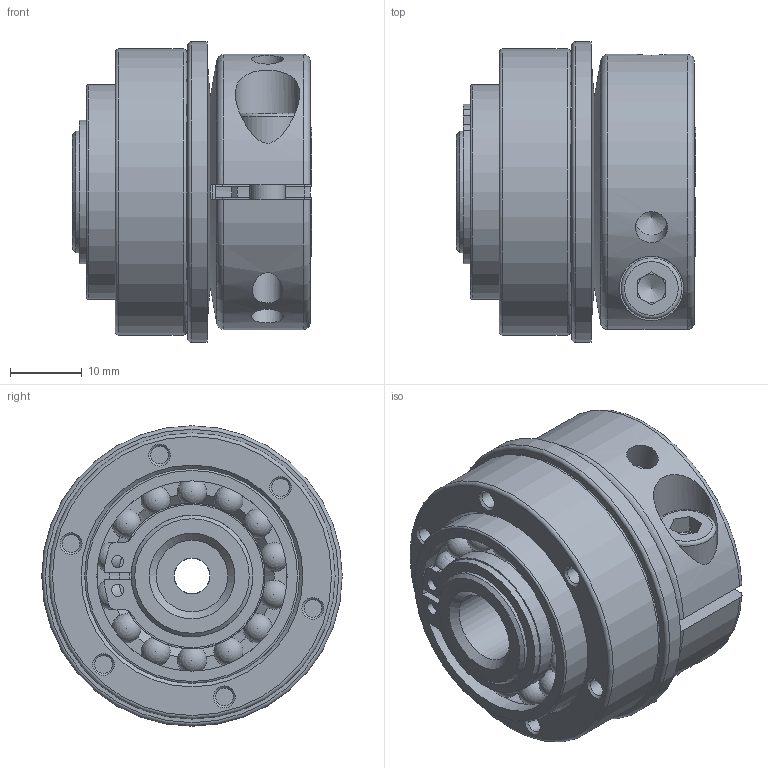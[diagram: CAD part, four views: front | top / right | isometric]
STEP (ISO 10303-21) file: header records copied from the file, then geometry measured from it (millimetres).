
FILE_DESCRIPTION(/* description */ ('Unknown'),/* implementation_level */ '2;1');
FILE_NAME(/* name */ 'SKB 2',/* time_stamp */ '2019-03-13T11:09:48+01:00',/* author */ ('Unknown'),/* organization */ ('Unknown'),/* preprocessor_version */ 'ST-DEVELOPER v16.7',/* originating_system */ 'DEX',/* authorisation */ $);
FILE_SCHEMA (('AUTOMOTIVE_DESIGN {1 0 10303 214 3 1 1}'));
Length unit declared in the file: millimetre
Products named in the file (1): SKB 2
Bounding box: 33.5 x 42 x 42 mm (x, y, z)
Volume: 30813.6 mm3; surface area: 14080.9 mm2
Topology: 1 solids, 2 shells, 219 faces, 670 edges, 436 vertices
Faces by surface type: plane 78, cylinder 60, torus 39, cone 28, sphere 14
Full cylindrical faces by diameter (mm): 1.7 x2, 2.459 x6, 3.3 x1, 4 x1, 4.2 x1, 4.5 x3, 5 x2, 5.5 x1, 8.5 x1, 9 x1, 10 x1, 16.2 x1, 17 x3, 20.4 x2, 25 x1, 26.6 x2, 30 x2, 36.9 x1, 39.8 x1, 40 x1, 42 x1
Entity records: 8545 total; most frequent: CARTESIAN_POINT 1656, DIRECTION 1088, ORIENTED_EDGE 1072, EDGE_CURVE 536, AXIS2_PLACEMENT_3D 467, VERTEX_POINT 381, FACE_BOUND 327, EDGE_LOOP 324
